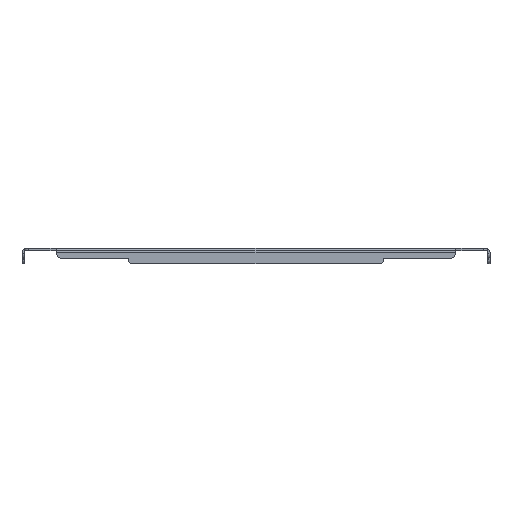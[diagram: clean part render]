
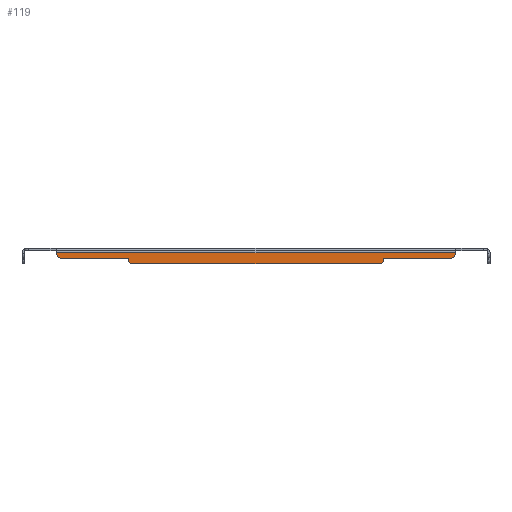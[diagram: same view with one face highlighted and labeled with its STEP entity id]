
A CAD part, front view. The second image highlights one B-rep face of the part: STEP entity #119.
In plain terms, the highlighted planar face has unit normal (0, -1, 0).
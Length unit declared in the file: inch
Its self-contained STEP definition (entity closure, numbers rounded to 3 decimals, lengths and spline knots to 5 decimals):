
#23 = AXIS2_PLACEMENT_3D ( 'NONE', #3237, #377, #2931 ) ;
#104 = ORIENTED_EDGE ( 'NONE', *, *, #2364, .T. ) ;
#119 = ADVANCED_FACE ( 'NONE', ( #1332 ), #4139, .T. ) ;
#184 = LINE ( 'NONE', #1829, #227 ) ;
#203 = CARTESIAN_POINT ( 'NONE',  ( -7.34375, -28.46875, -0.5625 ) ) ;
#208 = LINE ( 'NONE', #2086, #848 ) ;
#225 = ORIENTED_EDGE ( 'NONE', *, *, #2752, .F. ) ;
#227 = VECTOR ( 'NONE', #1201, 39.37008 ) ;
#296 = CARTESIAN_POINT ( 'NONE',  ( 11.46875, -28.46875, -0.556 ) ) ;
#340 = ORIENTED_EDGE ( 'NONE', *, *, #1213, .F. ) ;
#377 = DIRECTION ( 'NONE',  ( 0., 1., 0. ) ) ;
#379 = CIRCLE ( 'NONE', #2735, 0.25 ) ;
#385 = DIRECTION ( 'NONE',  ( 0., 0., -1. ) ) ;
#430 = LINE ( 'NONE', #995, #1184 ) ;
#455 = VECTOR ( 'NONE', #651, 39.37008 ) ;
#519 = CARTESIAN_POINT ( 'NONE',  ( 7.34375, -28.46875, -0.625 ) ) ;
#531 = ORIENTED_EDGE ( 'NONE', *, *, #1367, .F. ) ;
#591 = LINE ( 'NONE', #946, #1841 ) ;
#645 = CARTESIAN_POINT ( 'NONE',  ( 11.46875, -28.46875, -0.3125 ) ) ;
#651 = DIRECTION ( 'NONE',  ( -1., 0., 0. ) ) ;
#692 = CARTESIAN_POINT ( 'NONE',  ( 11.21875, -28.46875, -0.5625 ) ) ;
#726 = VERTEX_POINT ( 'NONE', #3875 ) ;
#732 = VERTEX_POINT ( 'NONE', #4067 ) ;
#750 = EDGE_CURVE ( 'NONE', #2598, #4016, #184, .T. ) ;
#764 = DIRECTION ( 'NONE',  ( 0., 1., 0. ) ) ;
#790 = CARTESIAN_POINT ( 'NONE',  ( -7.34375, -28.46875, -0.625 ) ) ;
#820 = CARTESIAN_POINT ( 'NONE',  ( 11.46875, -28.46875, -0.237 ) ) ;
#848 = VECTOR ( 'NONE', #1775, 39.37008 ) ;
#852 = CIRCLE ( 'NONE', #2854, 0.25 ) ;
#883 = AXIS2_PLACEMENT_3D ( 'NONE', #2008, #3329, #1379 ) ;
#897 = VERTEX_POINT ( 'NONE', #692 ) ;
#946 = CARTESIAN_POINT ( 'NONE',  ( -9.40625, -28.46875, -0.5625 ) ) ;
#995 = CARTESIAN_POINT ( 'NONE',  ( 7.34375, -28.46875, 0. ) ) ;
#1019 = DIRECTION ( 'NONE',  ( 0., -1., 0. ) ) ;
#1065 = DIRECTION ( 'NONE',  ( 1., 0., 0. ) ) ;
#1133 = VECTOR ( 'NONE', #2944, 39.37008 ) ;
#1159 = CARTESIAN_POINT ( 'NONE',  ( 11.46875, -28.46875, -0.237 ) ) ;
#1184 = VECTOR ( 'NONE', #1705, 39.37008 ) ;
#1201 = DIRECTION ( 'NONE',  ( 0., 0., -1. ) ) ;
#1213 = EDGE_CURVE ( 'NONE', #1577, #4016, #1707, .T. ) ;
#1275 = DIRECTION ( 'NONE',  ( 0., 0., -1. ) ) ;
#1332 = FACE_OUTER_BOUND ( 'NONE', #3857, .T. ) ;
#1367 = EDGE_CURVE ( 'NONE', #2025, #2959, #2076, .T. ) ;
#1379 = DIRECTION ( 'NONE',  ( 0., 0., -1. ) ) ;
#1427 = ORIENTED_EDGE ( 'NONE', *, *, #3478, .F. ) ;
#1560 = EDGE_CURVE ( 'NONE', #726, #3225, #3485, .T. ) ;
#1577 = VERTEX_POINT ( 'NONE', #2074 ) ;
#1690 = CARTESIAN_POINT ( 'NONE',  ( 9.40625, -28.46875, -0.5625 ) ) ;
#1705 = DIRECTION ( 'NONE',  ( 0., 0., 1. ) ) ;
#1707 = CIRCLE ( 'NONE', #23, 0.25 ) ;
#1759 = EDGE_CURVE ( 'NONE', #2598, #726, #591, .T. ) ;
#1775 = DIRECTION ( 'NONE',  ( 0., 0., 1. ) ) ;
#1829 = CARTESIAN_POINT ( 'NONE',  ( -7.34375, -28.46875, 0. ) ) ;
#1841 = VECTOR ( 'NONE', #3728, 39.37008 ) ;
#1859 = ORIENTED_EDGE ( 'NONE', *, *, #3607, .T. ) ;
#1888 = VERTEX_POINT ( 'NONE', #2683 ) ;
#1925 = CARTESIAN_POINT ( 'NONE',  ( -11.46875, -28.46875, -0.3125 ) ) ;
#2008 = CARTESIAN_POINT ( 'NONE',  ( -11.21875, -28.46875, -0.3125 ) ) ;
#2017 = CARTESIAN_POINT ( 'NONE',  ( 11.21875, -28.46875, -0.3125 ) ) ;
#2025 = VERTEX_POINT ( 'NONE', #3777 ) ;
#2074 = CARTESIAN_POINT ( 'NONE',  ( -7.09375, -28.46875, -0.875 ) ) ;
#2076 = LINE ( 'NONE', #820, #2501 ) ;
#2086 = CARTESIAN_POINT ( 'NONE',  ( -11.46875, -28.46875, -0.556 ) ) ;
#2160 = EDGE_CURVE ( 'NONE', #3225, #2025, #208, .T. ) ;
#2241 = LINE ( 'NONE', #2849, #455 ) ;
#2364 = EDGE_CURVE ( 'NONE', #4056, #732, #430, .T. ) ;
#2390 = EDGE_CURVE ( 'NONE', #4056, #1888, #852, .T. ) ;
#2403 = VECTOR ( 'NONE', #1065, 39.37008 ) ;
#2501 = VECTOR ( 'NONE', #3957, 39.37008 ) ;
#2551 = ORIENTED_EDGE ( 'NONE', *, *, #1759, .F. ) ;
#2598 = VERTEX_POINT ( 'NONE', #203 ) ;
#2629 = ORIENTED_EDGE ( 'NONE', *, *, #3949, .F. ) ;
#2644 = CARTESIAN_POINT ( 'NONE',  ( 7.09375, -28.46875, -0.625 ) ) ;
#2683 = CARTESIAN_POINT ( 'NONE',  ( 7.09375, -28.46875, -0.875 ) ) ;
#2735 = AXIS2_PLACEMENT_3D ( 'NONE', #2017, #3271, #3895 ) ;
#2752 = EDGE_CURVE ( 'NONE', #1888, #1577, #2241, .T. ) ;
#2849 = CARTESIAN_POINT ( 'NONE',  ( 0., -28.46875, -0.875 ) ) ;
#2854 = AXIS2_PLACEMENT_3D ( 'NONE', #2644, #764, #385 ) ;
#2931 = DIRECTION ( 'NONE',  ( 0., 0., -1. ) ) ;
#2944 = DIRECTION ( 'NONE',  ( 0., 0., -1. ) ) ;
#2947 = ORIENTED_EDGE ( 'NONE', *, *, #1560, .F. ) ;
#2959 = VERTEX_POINT ( 'NONE', #1159 ) ;
#3089 = VERTEX_POINT ( 'NONE', #645 ) ;
#3159 = LINE ( 'NONE', #296, #1133 ) ;
#3162 = AXIS2_PLACEMENT_3D ( 'NONE', #3879, #1019, #1275 ) ;
#3225 = VERTEX_POINT ( 'NONE', #1925 ) ;
#3237 = CARTESIAN_POINT ( 'NONE',  ( -7.09375, -28.46875, -0.625 ) ) ;
#3271 = DIRECTION ( 'NONE',  ( 0., 1., 0. ) ) ;
#3329 = DIRECTION ( 'NONE',  ( 0., 1., 0. ) ) ;
#3478 = EDGE_CURVE ( 'NONE', #2959, #3089, #3159, .T. ) ;
#3485 = CIRCLE ( 'NONE', #883, 0.25 ) ;
#3607 = EDGE_CURVE ( 'NONE', #732, #897, #3930, .T. ) ;
#3612 = ORIENTED_EDGE ( 'NONE', *, *, #750, .T. ) ;
#3728 = DIRECTION ( 'NONE',  ( -1., 0., 0. ) ) ;
#3777 = CARTESIAN_POINT ( 'NONE',  ( -11.46875, -28.46875, -0.237 ) ) ;
#3857 = EDGE_LOOP ( 'NONE', ( #1859, #2629, #1427, #531, #4127, #2947, #2551, #3612, #340, #225, #3905, #104 ) ) ;
#3875 = CARTESIAN_POINT ( 'NONE',  ( -11.21875, -28.46875, -0.5625 ) ) ;
#3879 = CARTESIAN_POINT ( 'NONE',  ( -13.34375, -28.46875, 0. ) ) ;
#3895 = DIRECTION ( 'NONE',  ( 0., 0., -1. ) ) ;
#3905 = ORIENTED_EDGE ( 'NONE', *, *, #2390, .F. ) ;
#3930 = LINE ( 'NONE', #1690, #2403 ) ;
#3949 = EDGE_CURVE ( 'NONE', #3089, #897, #379, .T. ) ;
#3957 = DIRECTION ( 'NONE',  ( 1., 0., 0. ) ) ;
#4016 = VERTEX_POINT ( 'NONE', #790 ) ;
#4056 = VERTEX_POINT ( 'NONE', #519 ) ;
#4067 = CARTESIAN_POINT ( 'NONE',  ( 7.34375, -28.46875, -0.5625 ) ) ;
#4127 = ORIENTED_EDGE ( 'NONE', *, *, #2160, .F. ) ;
#4139 = PLANE ( 'NONE',  #3162 ) ;
